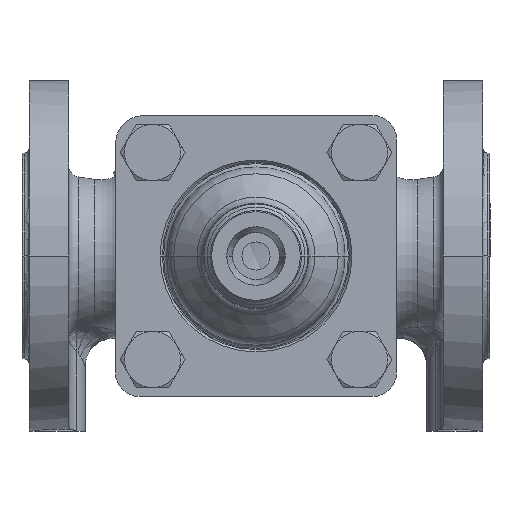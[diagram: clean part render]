
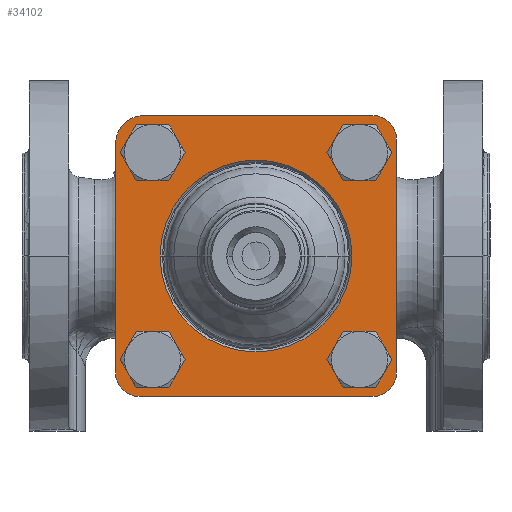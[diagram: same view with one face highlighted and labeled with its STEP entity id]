
A CAD part, front view. The second image highlights one B-rep face of the part: STEP entity #34102.
In plain terms, the highlighted planar face has unit normal (0, -1, 0).
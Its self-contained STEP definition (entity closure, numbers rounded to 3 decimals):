
#33653=CARTESIAN_POINT('',(-48.,0.,48.));
#33654=DIRECTION('',(0.,-1.,0.));
#33655=DIRECTION('',(0.,0.,1.));
#33656=AXIS2_PLACEMENT_3D('',#33653,#33654,#33655);
#33658=DIRECTION('',(1.,0.,0.));
#33659=VECTOR('',#33658,98.);
#33660=CARTESIAN_POINT('',(-48.,0.,60.));
#33661=LINE('',#33660,#33659);
#33662=CARTESIAN_POINT('',(50.,0.,50.));
#33663=DIRECTION('',(0.,-1.,0.));
#33664=DIRECTION('',(1.,0.,0.));
#33665=AXIS2_PLACEMENT_3D('',#33662,#33663,#33664);
#33667=DIRECTION('',(0.,0.,-1.));
#33668=VECTOR('',#33667,100.);
#33669=CARTESIAN_POINT('',(60.,0.,50.));
#33670=LINE('',#33669,#33668);
#33671=CARTESIAN_POINT('',(50.,0.,-50.));
#33672=DIRECTION('',(0.,-1.,0.));
#33673=DIRECTION('',(0.,0.,-1.));
#33674=AXIS2_PLACEMENT_3D('',#33671,#33672,#33673);
#33676=DIRECTION('',(-1.,0.,0.));
#33677=VECTOR('',#33676,100.);
#33678=CARTESIAN_POINT('',(50.,0.,-60.));
#33679=LINE('',#33678,#33677);
#33680=CARTESIAN_POINT('',(-50.,0.,-50.));
#33681=DIRECTION('',(0.,-1.,0.));
#33682=DIRECTION('',(-1.,0.,0.));
#33683=AXIS2_PLACEMENT_3D('',#33680,#33681,#33682);
#33685=DIRECTION('',(0.,0.,1.));
#33686=VECTOR('',#33685,98.);
#33687=CARTESIAN_POINT('',(-60.,0.,-50.));
#33688=LINE('',#33687,#33686);
#33689=CARTESIAN_POINT('',(0.,0.,0.));
#33690=DIRECTION('',(0.,1.,0.));
#33691=DIRECTION('',(1.,0.,0.));
#33692=AXIS2_PLACEMENT_3D('',#33689,#33690,#33691);
#33694=CARTESIAN_POINT('',(0.,0.,
0.));
#33695=DIRECTION('',(0.,1.,0.));
#33696=DIRECTION('',(-1.,0.,0.));
#33697=AXIS2_PLACEMENT_3D('',#33694,#33695,#33696);
#33699=CARTESIAN_POINT('',(-44.194,0.,44.194));
#33700=DIRECTION('',(0.,-1.,0.));
#33701=DIRECTION('',(1.,0.,0.));
#33702=AXIS2_PLACEMENT_3D('',#33699,#33700,#33701);
#33704=CARTESIAN_POINT('',(-44.194,0.,44.194));
#33705=DIRECTION('',(0.,-1.,0.));
#33706=DIRECTION('',(-1.,0.,0.));
#33707=AXIS2_PLACEMENT_3D('',#33704,#33705,#33706);
#33709=CARTESIAN_POINT('',(44.194,0.,44.194));
#33710=DIRECTION('',(0.,-1.,0.));
#33711=DIRECTION('',(1.,0.,0.));
#33712=AXIS2_PLACEMENT_3D('',#33709,#33710,#33711);
#33714=CARTESIAN_POINT('',(44.194,0.,44.194));
#33715=DIRECTION('',(0.,-1.,0.));
#33716=DIRECTION('',(-1.,0.,0.));
#33717=AXIS2_PLACEMENT_3D('',#33714,#33715,#33716);
#33719=CARTESIAN_POINT('',(44.194,0.,-44.194));
#33720=DIRECTION('',(0.,-1.,0.));
#33721=DIRECTION('',(1.,0.,0.));
#33722=AXIS2_PLACEMENT_3D('',#33719,#33720,#33721);
#33724=CARTESIAN_POINT('',(44.194,0.,-44.194));
#33725=DIRECTION('',(0.,-1.,0.));
#33726=DIRECTION('',(-1.,0.,0.));
#33727=AXIS2_PLACEMENT_3D('',#33724,#33725,#33726);
#33729=CARTESIAN_POINT('',(-44.194,0.,-44.194));
#33730=DIRECTION('',(0.,-1.,0.));
#33731=DIRECTION('',(1.,0.,0.));
#33732=AXIS2_PLACEMENT_3D('',#33729,#33730,#33731);
#33734=CARTESIAN_POINT('',(-44.194,0.,-44.194));
#33735=DIRECTION('',(0.,-1.,0.));
#33736=DIRECTION('',(-1.,0.,0.));
#33737=AXIS2_PLACEMENT_3D('',#33734,#33735,#33736);
#33969=CARTESIAN_POINT('',(-48.,0.,60.));
#33970=CARTESIAN_POINT('',(-60.,0.,48.));
#33971=VERTEX_POINT('',#33969);
#33972=VERTEX_POINT('',#33970);
#33977=CARTESIAN_POINT('',(60.,0.,50.));
#33978=CARTESIAN_POINT('',(50.,0.,60.));
#33979=VERTEX_POINT('',#33977);
#33980=VERTEX_POINT('',#33978);
#33985=CARTESIAN_POINT('',(50.,0.,-60.));
#33986=CARTESIAN_POINT('',(60.,0.,-50.));
#33987=VERTEX_POINT('',#33985);
#33988=VERTEX_POINT('',#33986);
#33993=CARTESIAN_POINT('',(-60.,0.,-50.));
#33994=CARTESIAN_POINT('',(-50.,0.,-60.));
#33995=VERTEX_POINT('',#33993);
#33996=VERTEX_POINT('',#33994);
#34009=CARTESIAN_POINT('',(41.,0.,0.));
#34010=CARTESIAN_POINT('',(-41.,0.,0.));
#34011=VERTEX_POINT('',#34009);
#34012=VERTEX_POINT('',#34010);
#34017=CARTESIAN_POINT('',(-35.194,0.,44.194));
#34018=CARTESIAN_POINT('',(-53.194,0.,44.194));
#34019=VERTEX_POINT('',#34017);
#34020=VERTEX_POINT('',#34018);
#34025=CARTESIAN_POINT('',(53.194,0.,44.194));
#34026=CARTESIAN_POINT('',(35.194,0.,44.194));
#34027=VERTEX_POINT('',#34025);
#34028=VERTEX_POINT('',#34026);
#34033=CARTESIAN_POINT('',(53.194,0.,-44.194));
#34034=CARTESIAN_POINT('',(35.194,0.,-44.194));
#34035=VERTEX_POINT('',#34033);
#34036=VERTEX_POINT('',#34034);
#34041=CARTESIAN_POINT('',(-35.194,0.,-44.194));
#34042=CARTESIAN_POINT('',(-53.194,0.,-44.194));
#34043=VERTEX_POINT('',#34041);
#34044=VERTEX_POINT('',#34042);
#34049=CARTESIAN_POINT('',(0.,0.,0.));
#34050=DIRECTION('',(0.,1.,0.));
#34051=DIRECTION('',(1.,0.,0.));
#34052=AXIS2_PLACEMENT_3D('',#34049,#34050,#34051);
#34053=PLANE('',#34052);
#34055=ORIENTED_EDGE('',*,*,#34054,.F.);
#34057=ORIENTED_EDGE('',*,*,#34056,.T.);
#34059=ORIENTED_EDGE('',*,*,#34058,.F.);
#34061=ORIENTED_EDGE('',*,*,#34060,.T.);
#34063=ORIENTED_EDGE('',*,*,#34062,.F.);
#34065=ORIENTED_EDGE('',*,*,#34064,.T.);
#34067=ORIENTED_EDGE('',*,*,#34066,.F.);
#34069=ORIENTED_EDGE('',*,*,#34068,.T.);
#34070=EDGE_LOOP('',(#34055,#34057,#34059,#34061,#34063,#34065,#34067,#34069));
#34071=FACE_OUTER_BOUND('',#34070,.F.);
#34073=ORIENTED_EDGE('',*,*,#34072,.F.);
#34075=ORIENTED_EDGE('',*,*,#34074,.F.);
#34076=EDGE_LOOP('',(#34073,#34075));
#34077=FACE_BOUND('',#34076,.F.);
#34079=ORIENTED_EDGE('',*,*,#34078,.T.);
#34081=ORIENTED_EDGE('',*,*,#34080,.T.);
#34082=EDGE_LOOP('',(#34079,#34081));
#34083=FACE_BOUND('',#34082,.F.);
#34085=ORIENTED_EDGE('',*,*,#34084,.T.);
#34087=ORIENTED_EDGE('',*,*,#34086,.T.);
#34088=EDGE_LOOP('',(#34085,#34087));
#34089=FACE_BOUND('',#34088,.F.);
#34091=ORIENTED_EDGE('',*,*,#34090,.T.);
#34093=ORIENTED_EDGE('',*,*,#34092,.T.);
#34094=EDGE_LOOP('',(#34091,#34093));
#34095=FACE_BOUND('',#34094,.F.);
#34097=ORIENTED_EDGE('',*,*,#34096,.T.);
#34099=ORIENTED_EDGE('',*,*,#34098,.T.);
#34100=EDGE_LOOP('',(#34097,#34099));
#34101=FACE_BOUND('',#34100,.F.);
#34102=ADVANCED_FACE('',(#34071,#34077,#34083,#34089,#34095,#34101),#34053,.F.);
#33657=CIRCLE('',#33656,12.);
#33666=CIRCLE('',#33665,10.);
#33675=CIRCLE('',#33674,10.);
#33684=CIRCLE('',#33683,10.);
#33693=CIRCLE('',#33692,41.);
#33698=CIRCLE('',#33697,41.);
#33703=CIRCLE('',#33702,9.);
#33708=CIRCLE('',#33707,9.);
#33713=CIRCLE('',#33712,9.);
#33718=CIRCLE('',#33717,9.);
#33723=CIRCLE('',#33722,9.);
#33728=CIRCLE('',#33727,9.);
#33733=CIRCLE('',#33732,9.);
#33738=CIRCLE('',#33737,9.);
#34054=EDGE_CURVE('',#33971,#33972,#33657,.T.);
#34056=EDGE_CURVE('',#33971,#33980,#33661,.T.);
#34058=EDGE_CURVE('',#33979,#33980,#33666,.T.);
#34060=EDGE_CURVE('',#33979,#33988,#33670,.T.);
#34062=EDGE_CURVE('',#33987,#33988,#33675,.T.);
#34064=EDGE_CURVE('',#33987,#33996,#33679,.T.);
#34066=EDGE_CURVE('',#33995,#33996,#33684,.T.);
#34068=EDGE_CURVE('',#33995,#33972,#33688,.T.);
#34072=EDGE_CURVE('',#34011,#34012,#33693,.T.);
#34074=EDGE_CURVE('',#34012,#34011,#33698,.T.);
#34078=EDGE_CURVE('',#34019,#34020,#33703,.T.);
#34080=EDGE_CURVE('',#34020,#34019,#33708,.T.);
#34084=EDGE_CURVE('',#34027,#34028,#33713,.T.);
#34086=EDGE_CURVE('',#34028,#34027,#33718,.T.);
#34090=EDGE_CURVE('',#34035,#34036,#33723,.T.);
#34092=EDGE_CURVE('',#34036,#34035,#33728,.T.);
#34096=EDGE_CURVE('',#34043,#34044,#33733,.T.);
#34098=EDGE_CURVE('',#34044,#34043,#33738,.T.);
